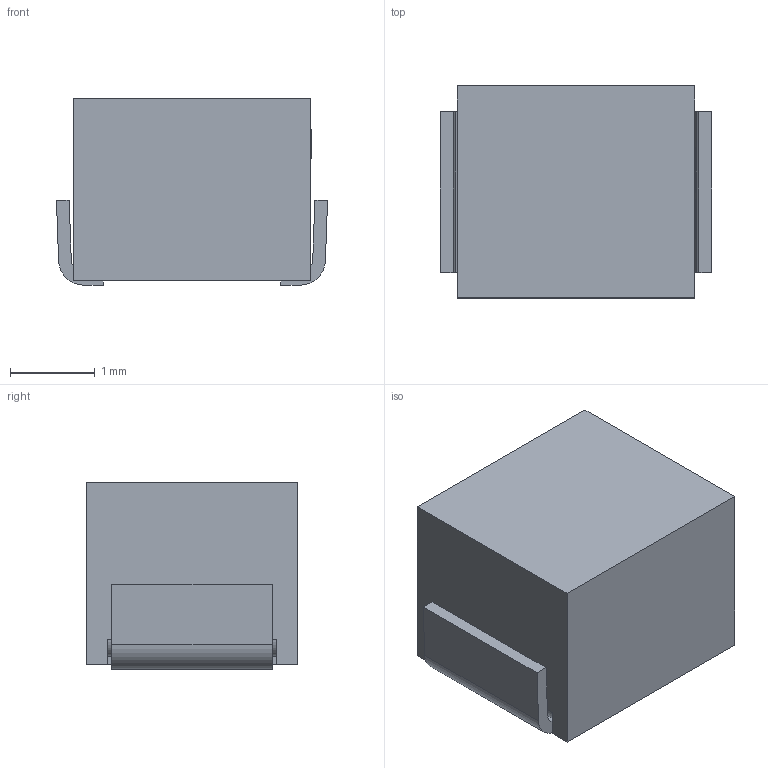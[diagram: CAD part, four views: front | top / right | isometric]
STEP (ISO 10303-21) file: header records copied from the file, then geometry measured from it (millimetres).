
FILE_DESCRIPTION (( 'STEP AP214' ), '1' );
FILE_NAME ('L1210.step', '2022-07-09T01:23:41', ( '' ), ( '' ), 'SwSTEP 2.0', 'SolidWorks 2020', '' );
FILE_SCHEMA (( 'AUTOMOTIVE_DESIGN' ));
Length unit declared in the file: millimetre
Products named in the file (1): L1210
Bounding box: 3.2 x 2.5 x 2.2 mm (x, y, z)
Volume: 15.6 mm3; surface area: 47.2 mm2
Topology: 1 solids, 1 shells, 319 faces, 869 edges, 578 vertices
Faces by surface type: plane 201, bspline 112, cylinder 6
Entity records: 14718 total; most frequent: CARTESIAN_POINT 3871, ORIENTED_EDGE 1738, DIRECTION 1069, EDGE_CURVE 869, LINE 629, VECTOR 629, VERTEX_POINT 578, EDGE_LOOP 345
